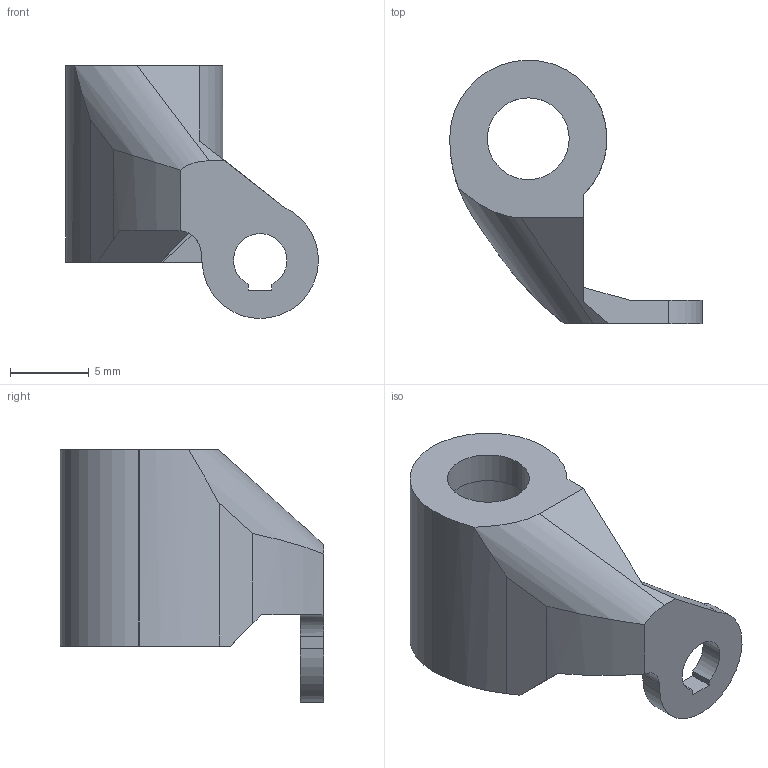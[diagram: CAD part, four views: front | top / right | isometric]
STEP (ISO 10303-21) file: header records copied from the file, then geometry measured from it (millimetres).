
FILE_DESCRIPTION((''),'2;1');
FILE_NAME('BOWDEN_CLIP-SMALL2','2025-01-10T13:47:26',('XA'),(''),'','');
FILE_SCHEMA(('CONFIG_CONTROL_DESIGN'));
Length unit declared in the file: millimetre
Products named in the file (1): BOWDEN_CLIP-SMALL2
Bounding box: 16.07 x 16.75 x 16.09 mm (x, y, z)
Volume: 829.4 mm3; surface area: 1007.7 mm2
Topology: 1 solids, 1 shells, 44 faces, 125 edges, 83 vertices
Faces by surface type: plane 31, cylinder 13
Entity records: 1519 total; most frequent: CARTESIAN_POINT 316, ORIENTED_EDGE 250, DIRECTION 231, EDGE_CURVE 125, VECTOR 87, LINE 87, VERTEX_POINT 83, AXIS2_PLACEMENT_3D 72
